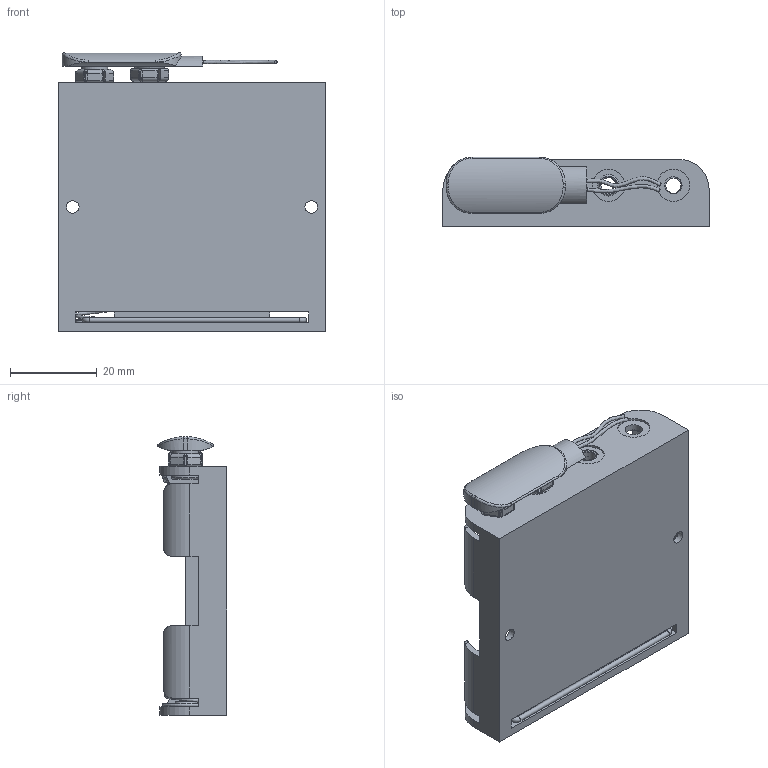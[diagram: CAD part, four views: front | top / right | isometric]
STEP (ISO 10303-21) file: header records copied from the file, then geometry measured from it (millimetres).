
FILE_DESCRIPTION(/* description */ (''),/* implementation_level */ '2;1');
FILE_NAME(/* name */ '34165579_BH 4MN.stp',/* time_stamp */ '2015-06-17T09:42:03+02:00',/* author */ ('kleemann'),/* organization */ (''),/* preprocessor_version */ 'ST-DEVELOPER v15.6',/* originating_system */ 'Autodesk Inventor 2015',/* authorisation */ '');
FILE_SCHEMA (('AUTOMOTIVE_DESIGN { 1 0 10303 214 3 1 1 }'));
Length unit declared in the file: millimetre
Products named in the file (3): BH 4MN; BH 9V-CLIP
Assembly tree (2 placements, depth 2):
  BH 4MN
    BH 4MN
    BH 9V-CLIP
Bounding box: 61.5 x 16 x 64.4 mm (x, y, z)
Volume: 13159.2 mm3; surface area: 19542 mm2
Topology: 12 solids, 12 shells, 416 faces, 1123 edges, 730 vertices
Faces by surface type: plane 211, cylinder 146, torus 30, bspline 17, sphere 12
Full cylindrical faces by diameter (mm): 0.7 x4, 1.2 x3, 2 x3, 2.5 x1, 2.9 x2, 3.5 x5, 4 x14, 4.4 x2, 5 x1, 5.8 x2, 6 x2, 6.5 x3, 7 x2, 7.5 x8
Entity records: 18348 total; most frequent: CARTESIAN_POINT 8260, DIRECTION 2039, ORIENTED_EDGE 2016, EDGE_CURVE 1008, AXIS2_PLACEMENT_3D 759, VERTEX_POINT 706, EDGE_LOOP 556, LINE 521
